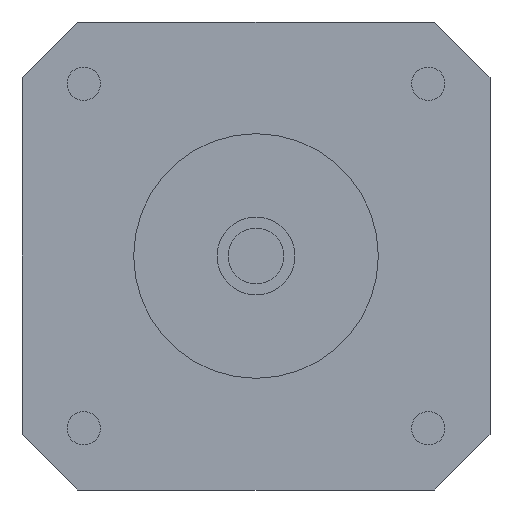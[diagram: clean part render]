
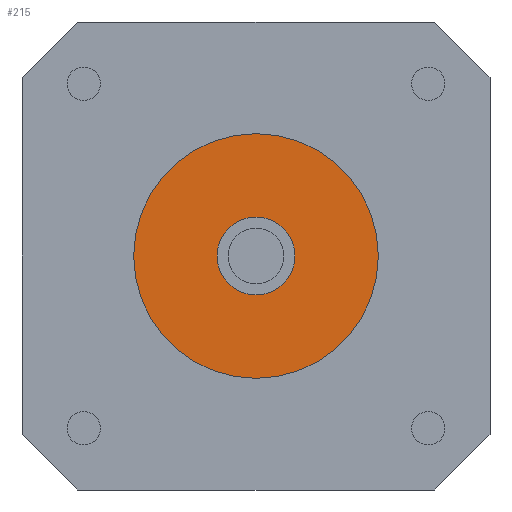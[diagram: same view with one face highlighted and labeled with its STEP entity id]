
A CAD part, front view. The second image highlights one B-rep face of the part: STEP entity #215.
In plain terms, the highlighted planar face has unit normal (0, -1, 0).
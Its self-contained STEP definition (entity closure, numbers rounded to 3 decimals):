
#142 = CYLINDRICAL_SURFACE('',#143,3.5);
#143 = AXIS2_PLACEMENT_3D('',#144,#145,#146);
#144 = CARTESIAN_POINT('',(0.,-27.,0.));
#145 = DIRECTION('',(0.,1.,0.));
#146 = DIRECTION('',(0.,0.,1.));
#160 = EDGE_CURVE('',#161,#161,#163,.T.);
#161 = VERTEX_POINT('',#162);
#162 = CARTESIAN_POINT('',(0.,-27.,3.5));
#163 = SURFACE_CURVE('',#164,(#169,#176),.PCURVE_S1.);
#164 = CIRCLE('',#165,3.5);
#165 = AXIS2_PLACEMENT_3D('',#166,#167,#168);
#166 = CARTESIAN_POINT('',(0.,-27.,0.));
#167 = DIRECTION('',(0.,1.,0.));
#168 = DIRECTION('',(0.,0.,1.));
#169 = PCURVE('',#142,#170);
#170 = DEFINITIONAL_REPRESENTATION('',(#171),#175);
#171 = LINE('',#172,#173);
#172 = CARTESIAN_POINT('',(0.,0.));
#173 = VECTOR('',#174,1.);
#174 = DIRECTION('',(1.,0.));
#175 = ( GEOMETRIC_REPRESENTATION_CONTEXT(2) 
PARAMETRIC_REPRESENTATION_CONTEXT() REPRESENTATION_CONTEXT('2D SPACE',''
  ) );
#176 = PCURVE('',#177,#182);
#177 = PLANE('',#178);
#178 = AXIS2_PLACEMENT_3D('',#179,#180,#181);
#179 = CARTESIAN_POINT('',(0.,-27.,0.));
#180 = DIRECTION('',(0.,-1.,-0.));
#181 = DIRECTION('',(0.,0.,-1.));
#182 = DEFINITIONAL_REPRESENTATION('',(#183),#191);
#183 = ( BOUNDED_CURVE() B_SPLINE_CURVE(2,(#184,#185,#186,#187,#188,#189
,#190),.UNSPECIFIED.,.F.,.F.) B_SPLINE_CURVE_WITH_KNOTS((1,2,2,2,2,1),(
    -2.094,0.,2.094,4.189,6.283,
8.378),.UNSPECIFIED.) CURVE() GEOMETRIC_REPRESENTATION_ITEM() 
RATIONAL_B_SPLINE_CURVE((1.,0.5,1.,0.5,1.,0.5,1.)) REPRESENTATION_ITEM(
  '') );
#184 = CARTESIAN_POINT('',(-3.5,0.));
#185 = CARTESIAN_POINT('',(-3.5,6.062));
#186 = CARTESIAN_POINT('',(1.75,3.031));
#187 = CARTESIAN_POINT('',(7.,0.));
#188 = CARTESIAN_POINT('',(1.75,-3.031));
#189 = CARTESIAN_POINT('',(-3.5,-6.062));
#190 = CARTESIAN_POINT('',(-3.5,0.));
#191 = ( GEOMETRIC_REPRESENTATION_CONTEXT(2) 
PARAMETRIC_REPRESENTATION_CONTEXT() REPRESENTATION_CONTEXT('2D SPACE',''
  ) );
#215 = ADVANCED_FACE('',(#216,#251),#177,.T.);
#216 = FACE_BOUND('',#217,.F.);
#217 = EDGE_LOOP('',(#218));
#218 = ORIENTED_EDGE('',*,*,#219,.T.);
#219 = EDGE_CURVE('',#220,#220,#222,.T.);
#220 = VERTEX_POINT('',#221);
#221 = CARTESIAN_POINT('',(0.,-27.,11.));
#222 = SURFACE_CURVE('',#223,(#228,#239),.PCURVE_S1.);
#223 = CIRCLE('',#224,11.);
#224 = AXIS2_PLACEMENT_3D('',#225,#226,#227);
#225 = CARTESIAN_POINT('',(0.,-27.,0.));
#226 = DIRECTION('',(0.,1.,0.));
#227 = DIRECTION('',(0.,0.,1.));
#228 = PCURVE('',#177,#229);
#229 = DEFINITIONAL_REPRESENTATION('',(#230),#238);
#230 = ( BOUNDED_CURVE() B_SPLINE_CURVE(2,(#231,#232,#233,#234,#235,#236
,#237),.UNSPECIFIED.,.F.,.F.) B_SPLINE_CURVE_WITH_KNOTS((1,2,2,2,2,1),(
    -2.094,0.,2.094,4.189,6.283,
8.378),.UNSPECIFIED.) CURVE() GEOMETRIC_REPRESENTATION_ITEM() 
RATIONAL_B_SPLINE_CURVE((1.,0.5,1.,0.5,1.,0.5,1.)) REPRESENTATION_ITEM(
  '') );
#231 = CARTESIAN_POINT('',(-11.,0.));
#232 = CARTESIAN_POINT('',(-11.,19.053));
#233 = CARTESIAN_POINT('',(5.5,9.526));
#234 = CARTESIAN_POINT('',(22.,0.));
#235 = CARTESIAN_POINT('',(5.5,-9.526));
#236 = CARTESIAN_POINT('',(-11.,-19.053));
#237 = CARTESIAN_POINT('',(-11.,0.));
#238 = ( GEOMETRIC_REPRESENTATION_CONTEXT(2) 
PARAMETRIC_REPRESENTATION_CONTEXT() REPRESENTATION_CONTEXT('2D SPACE',''
  ) );
#239 = PCURVE('',#240,#245);
#240 = CYLINDRICAL_SURFACE('',#241,11.);
#241 = AXIS2_PLACEMENT_3D('',#242,#243,#244);
#242 = CARTESIAN_POINT('',(0.,-27.,0.));
#243 = DIRECTION('',(0.,1.,0.));
#244 = DIRECTION('',(0.,0.,1.));
#245 = DEFINITIONAL_REPRESENTATION('',(#246),#250);
#246 = LINE('',#247,#248);
#247 = CARTESIAN_POINT('',(0.,0.));
#248 = VECTOR('',#249,1.);
#249 = DIRECTION('',(1.,0.));
#250 = ( GEOMETRIC_REPRESENTATION_CONTEXT(2) 
PARAMETRIC_REPRESENTATION_CONTEXT() REPRESENTATION_CONTEXT('2D SPACE',''
  ) );
#251 = FACE_BOUND('',#252,.F.);
#252 = EDGE_LOOP('',(#253));
#253 = ORIENTED_EDGE('',*,*,#160,.F.);
